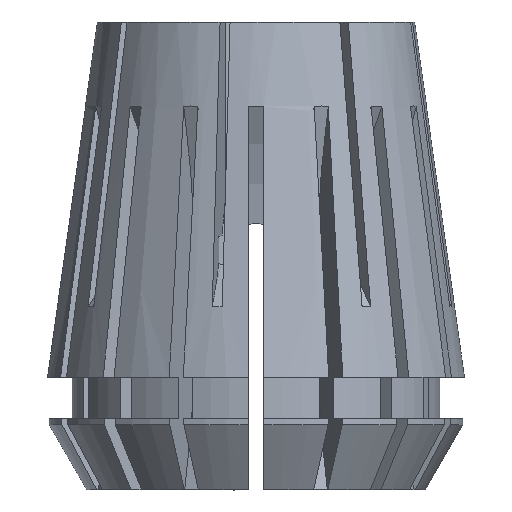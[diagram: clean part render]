
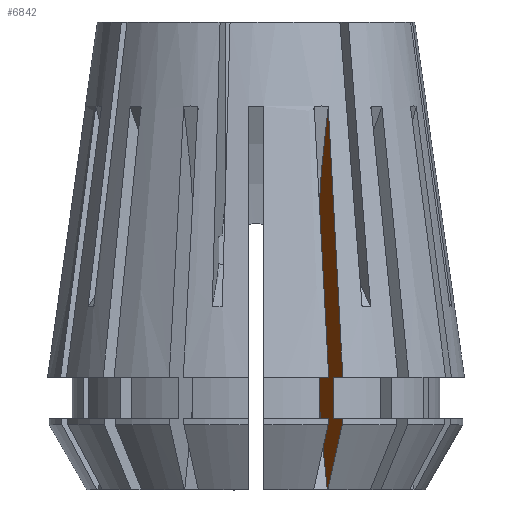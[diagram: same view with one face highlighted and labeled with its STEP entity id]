
A CAD part, front view. The second image highlights one B-rep face of the part: STEP entity #6842.
In plain terms, the highlighted planar face has unit normal (-0.924, -0.383, 0).
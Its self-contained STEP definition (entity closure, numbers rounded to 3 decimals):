
#49 = CARTESIAN_POINT ( 'NONE',  ( 7.614, -16.421, -39. ) ) ;
#62 = B_SPLINE_CURVE_WITH_KNOTS ( 'NONE', 3,
 ( #6928, #199, #5847, #1326 ),
 .UNSPECIFIED., .F., .F.,
 ( 4, 4 ),
 ( 0., 0.007 ),
 .UNSPECIFIED. ) ;
#126 = CARTESIAN_POINT ( 'NONE',  ( 7.1, -15.182, -8.29 ) ) ;
#199 = CARTESIAN_POINT ( 'NONE',  ( 8.004, -17.364, -41.738 ) ) ;
#298 = EDGE_CURVE ( 'NONE', #1789, #3546, #3986, .T. ) ;
#334 = EDGE_CURVE ( 'NONE', #5359, #1378, #62, .T. ) ;
#418 = EDGE_CURVE ( 'NONE', #1378, #2099, #2400, .T. ) ;
#489 = EDGE_CURVE ( 'NONE', #5945, #5359, #5021, .T. ) ;
#706 = ORIENTED_EDGE ( 'NONE', *, *, #418, .F. ) ;
#768 = CARTESIAN_POINT ( 'NONE',  ( 8.533, -18.64, -34.9 ) ) ;
#835 = DIRECTION ( 'NONE',  ( -0.383, 0.924, 0. ) ) ;
#1032 = CIRCLE ( 'NONE', #7180, 60. ) ;
#1274 = CARTESIAN_POINT ( 'NONE',  ( 8.114, -17.628, -27.113 ) ) ;
#1326 = CARTESIAN_POINT ( 'NONE',  ( 7.061, -15.088, -46. ) ) ;
#1378 = VERTEX_POINT ( 'NONE', #5587 ) ;
#1440 = B_SPLINE_CURVE_WITH_KNOTS ( 'NONE', 3,
 ( #126, #2920, #4632, #1274, #6876, #6223, #2990 ),
 .UNSPECIFIED., .F., .F.,
 ( 4, 3, 4 ),
 ( 0.008, 0.027, 0.035 ),
 .UNSPECIFIED. ) ;
#1542 = ORIENTED_EDGE ( 'NONE', *, *, #6240, .F. ) ;
#1630 = VECTOR ( 'NONE', #7158, 1000. ) ;
#1679 = ORIENTED_EDGE ( 'NONE', *, *, #4109, .F. ) ;
#1731 = ORIENTED_EDGE ( 'NONE', *, *, #489, .F. ) ;
#1740 = EDGE_CURVE ( 'NONE', #3546, #5889, #2220, .T. ) ;
#1789 = VERTEX_POINT ( 'NONE', #768 ) ;
#1817 = CARTESIAN_POINT ( 'NONE',  ( 5.89, -12.26, -27.513 ) ) ;
#2004 = ORIENTED_EDGE ( 'NONE', *, *, #334, .F. ) ;
#2099 = VERTEX_POINT ( 'NONE', #5389 ) ;
#2127 = DIRECTION ( 'NONE',  ( -0.383, 0.924, 0. ) ) ;
#2142 = CARTESIAN_POINT ( 'NONE',  ( 8.475, -18.501, 0. ) ) ;
#2167 = AXIS2_PLACEMENT_3D ( 'NONE', #2653, #4348, #2127 ) ;
#2220 = LINE ( 'NONE', #6318, #4404 ) ;
#2400 = LINE ( 'NONE', #4284, #5546 ) ;
#2542 = DIRECTION ( 'NONE',  ( 0.924, 0.383, 0. ) ) ;
#2623 = DIRECTION ( 'NONE',  ( 0.383, -0.924, 0. ) ) ;
#2653 = CARTESIAN_POINT ( 'NONE',  ( 28.851, -67.693, -27.513 ) ) ;
#2687 = CARTESIAN_POINT ( 'NONE',  ( 28.851, -67.693, -27.513 ) ) ;
#2750 = PLANE ( 'NONE',  #2167 ) ;
#2920 = CARTESIAN_POINT ( 'NONE',  ( 7.438, -15.998, -14.564 ) ) ;
#2990 = CARTESIAN_POINT ( 'NONE',  ( 8.533, -18.64, -34.9 ) ) ;
#3010 = CARTESIAN_POINT ( 'NONE',  ( -6.555, 17.785, -34.9 ) ) ;
#3072 = VECTOR ( 'NONE', #2623, 1000. ) ;
#3209 = DIRECTION ( 'NONE',  ( 0.924, 0.383, 0. ) ) ;
#3387 = CARTESIAN_POINT ( 'NONE',  ( 8.475, -18.501, -39. ) ) ;
#3498 = VERTEX_POINT ( 'NONE', #4083 ) ;
#3536 = ORIENTED_EDGE ( 'NONE', *, *, #5652, .F. ) ;
#3546 = VERTEX_POINT ( 'NONE', #6747 ) ;
#3748 = CARTESIAN_POINT ( 'NONE',  ( -5.706, 15.736, -39. ) ) ;
#3986 = LINE ( 'NONE', #3010, #5901 ) ;
#4083 = CARTESIAN_POINT ( 'NONE',  ( 7.1, -15.182, -8.29 ) ) ;
#4109 = EDGE_CURVE ( 'NONE', #3498, #1789, #1440, .T. ) ;
#4136 = ORIENTED_EDGE ( 'NONE', *, *, #1740, .F. ) ;
#4284 = CARTESIAN_POINT ( 'NONE',  ( -5.197, 14.506, -46. ) ) ;
#4348 = DIRECTION ( 'NONE',  ( 0.924, 0.383, 0. ) ) ;
#4404 = VECTOR ( 'NONE', #6956, 1000. ) ;
#4632 = CARTESIAN_POINT ( 'NONE',  ( 7.776, -16.813, -20.839 ) ) ;
#4691 = ORIENTED_EDGE ( 'NONE', *, *, #5241, .F. ) ;
#4775 = AXIS2_PLACEMENT_3D ( 'NONE', #6431, #2542, #835 ) ;
#4810 = FACE_OUTER_BOUND ( 'NONE', #6132, .T. ) ;
#4917 = LINE ( 'NONE', #3748, #3072 ) ;
#5021 = LINE ( 'NONE', #2142, #1630 ) ;
#5113 = VERTEX_POINT ( 'NONE', #1817 ) ;
#5241 = EDGE_CURVE ( 'NONE', #5889, #5945, #4917, .T. ) ;
#5357 = DIRECTION ( 'NONE',  ( -0.383, 0.924, 0. ) ) ;
#5359 = VERTEX_POINT ( 'NONE', #7168 ) ;
#5389 = CARTESIAN_POINT ( 'NONE',  ( 7.007, -14.957, -46. ) ) ;
#5493 = DIRECTION ( 'NONE',  ( -0.383, 0.924, 0. ) ) ;
#5546 = VECTOR ( 'NONE', #5357, 1000. ) ;
#5587 = CARTESIAN_POINT ( 'NONE',  ( 7.061, -15.088, -46. ) ) ;
#5652 = EDGE_CURVE ( 'NONE', #2099, #5113, #5696, .T. ) ;
#5696 = CIRCLE ( 'NONE', #4775, 60. ) ;
#5819 = ORIENTED_EDGE ( 'NONE', *, *, #298, .F. ) ;
#5847 = CARTESIAN_POINT ( 'NONE',  ( 7.533, -16.226, -43.869 ) ) ;
#5889 = VERTEX_POINT ( 'NONE', #49 ) ;
#5901 = VECTOR ( 'NONE', #6363, 1000. ) ;
#5945 = VERTEX_POINT ( 'NONE', #3387 ) ;
#6132 = EDGE_LOOP ( 'NONE', ( #3536, #706, #2004, #1731, #4691, #4136, #5819, #1679, #1542 ) ) ;
#6223 = CARTESIAN_POINT ( 'NONE',  ( 8.393, -18.303, -32.304 ) ) ;
#6240 = EDGE_CURVE ( 'NONE', #5113, #3498, #1032, .T. ) ;
#6318 = CARTESIAN_POINT ( 'NONE',  ( 7.614, -16.421, 0. ) ) ;
#6363 = DIRECTION ( 'NONE',  ( -0.383, 0.924, 0. ) ) ;
#6431 = CARTESIAN_POINT ( 'NONE',  ( 28.851, -67.693, -27.513 ) ) ;
#6747 = CARTESIAN_POINT ( 'NONE',  ( 7.614, -16.421, -34.9 ) ) ;
#6842 = ADVANCED_FACE ( 'NONE', ( #4810 ), #2750, .F. ) ;
#6876 = CARTESIAN_POINT ( 'NONE',  ( 8.253, -17.966, -29.709 ) ) ;
#6928 = CARTESIAN_POINT ( 'NONE',  ( 8.475, -18.501, -39.606 ) ) ;
#6956 = DIRECTION ( 'NONE',  ( 0., 0., -1. ) ) ;
#7158 = DIRECTION ( 'NONE',  ( 0., 0., -1. ) ) ;
#7168 = CARTESIAN_POINT ( 'NONE',  ( 8.475, -18.501, -39.606 ) ) ;
#7180 = AXIS2_PLACEMENT_3D ( 'NONE', #2687, #3209, #5493 ) ;
